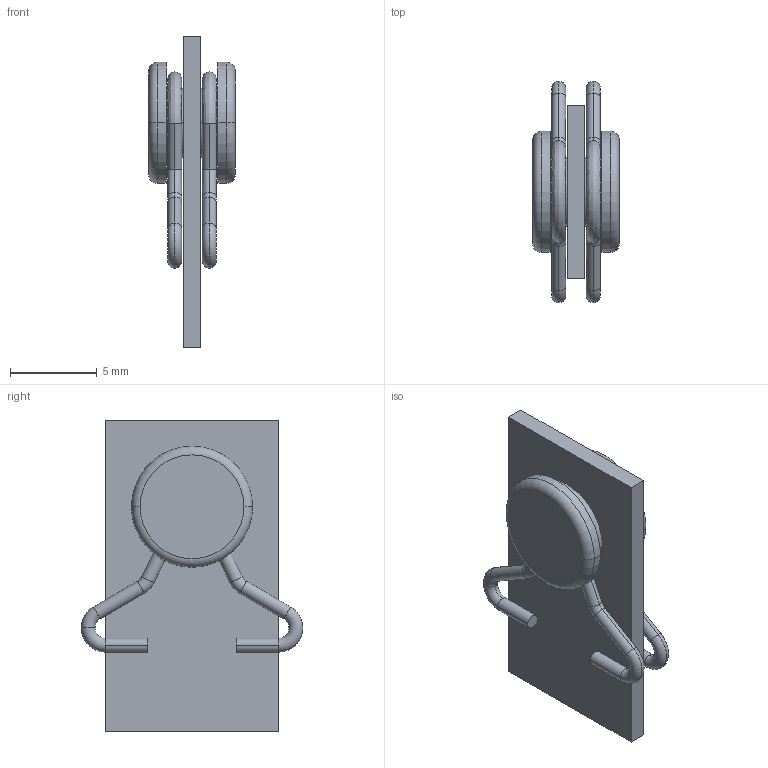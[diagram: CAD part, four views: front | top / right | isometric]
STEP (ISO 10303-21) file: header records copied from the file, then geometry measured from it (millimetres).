
FILE_DESCRIPTION (( 'STEP AP203' ), '1' );
FILE_NAME ('15ae.STEP', '2023-09-26T17:29:20', ( '' ), ( '' ), 'SwSTEP 2.0', 'SolidWorks 2019', '' );
FILE_SCHEMA (( 'CONFIG_CONTROL_DESIGN' ));
Length unit declared in the file: millimetre
Products named in the file (1): 15ae
Bounding box: 5 x 12.8 x 18 mm (x, y, z)
Volume: 314.2 mm3; surface area: 753 mm2
Topology: 3 solids, 3 shells, 82 faces, 176 edges, 104 vertices
Faces by surface type: cylinder 40, torus 24, plane 14, bspline 4
Entity records: 3121 total; most frequent: CARTESIAN_POINT 1275, DIRECTION 402, ORIENTED_EDGE 352, EDGE_CURVE 176, AXIS2_PLACEMENT_3D 175, VERTEX_POINT 104, CIRCLE 96, EDGE_LOOP 86
